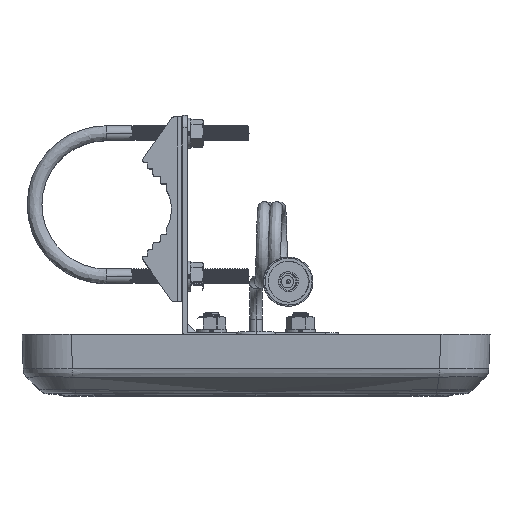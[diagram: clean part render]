
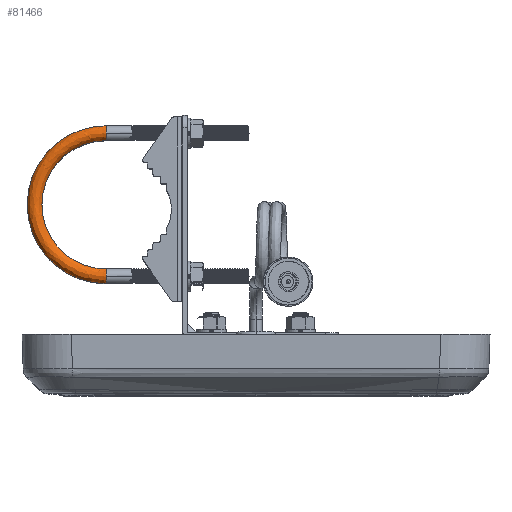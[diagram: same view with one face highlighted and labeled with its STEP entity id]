
A CAD part, top view. The second image highlights one B-rep face of the part: STEP entity #81466.
In plain terms, the highlighted free-form (B-spline) face has degree [3, 3] with [4, 4] control points.
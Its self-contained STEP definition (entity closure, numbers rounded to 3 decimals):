
#187 = CIRCLE ( 'NONE', #59763, 3. ) ;
#1702 =( BOUNDED_SURFACE ( )  B_SPLINE_SURFACE ( 3, 3, ( 
 ( #50421, #32543, #25181, #76819 ),
 ( #31686, #85008, #59057, #77246 ),
 ( #38193, #51291, #18304, #17453 ),
 ( #63870, #64723, #43852, #38617 ) ),
 .UNSPECIFIED., .F., .F., .F. ) 
 B_SPLINE_SURFACE_WITH_KNOTS ( ( 4, 4 ),
 ( 4, 4 ),
 ( 0., 1. ),
 ( 0., 1. ),
 .UNSPECIFIED. ) 
 GEOMETRIC_REPRESENTATION_ITEM ( )  RATIONAL_B_SPLINE_SURFACE ( (
 ( 1., 0.333, 0.333, 1.),
 ( 0.333, 0.111, 0.111, 0.333),
 ( 0.333, 0.111, 0.111, 0.333),
 ( 1., 0.333, 0.333, 1.) ) ) 
 REPRESENTATION_ITEM ( '' )  SURFACE ( )  );
#2759 = CARTESIAN_POINT ( 'NONE',  ( -31.15, 79.825, 22. ) ) ;
#3010 = ORIENTED_EDGE ( 'NONE', *, *, #16188, .T. ) ;
#3788 = VERTEX_POINT ( 'NONE', #2759 ) ;
#5053 = AXIS2_PLACEMENT_3D ( 'NONE', #32703, #14102, #85600 ) ;
#5500 = EDGE_LOOP ( 'NONE', ( #3010, #80559, #34771, #21171, #76648, #62765 ) ) ;
#8545 = VERTEX_POINT ( 'NONE', #76822 ) ;
#9135 = DIRECTION ( 'NONE',  ( 0., -1., 0. ) ) ;
#14102 = DIRECTION ( 'NONE',  ( -1., 0., 0. ) ) ;
#14846 = DIRECTION ( 'NONE',  ( 0., 0., -1. ) ) ;
#14911 = CARTESIAN_POINT ( 'NONE',  ( -31.15, 53.775, 22. ) ) ;
#16188 = EDGE_CURVE ( 'NONE', #20667, #24478, #18753, .T. ) ;
#17453 = CARTESIAN_POINT ( 'NONE',  ( -31.15, 79.825, 28. ) ) ;
#18304 = CARTESIAN_POINT ( 'NONE',  ( -83.25, 79.825, 28. ) ) ;
#18753 = CIRCLE ( 'NONE', #65822, 3. ) ;
#19556 = CARTESIAN_POINT ( 'NONE',  ( -31.15, 82.825, 22. ) ) ;
#20290 = CIRCLE ( 'NONE', #75689, 32.05 ) ;
#20363 = VERTEX_POINT ( 'NONE', #50339 ) ;
#20667 = VERTEX_POINT ( 'NONE', #43602 ) ;
#21171 = ORIENTED_EDGE ( 'NONE', *, *, #69846, .T. ) ;
#21222 = CARTESIAN_POINT ( 'NONE',  ( -31.15, 24.725, 22. ) ) ;
#22585 = AXIS2_PLACEMENT_3D ( 'NONE', #53890, #14846, #41213 ) ;
#23900 = DIRECTION ( 'NONE',  ( 0., -1., 0. ) ) ;
#24478 = VERTEX_POINT ( 'NONE', #31743 ) ;
#25181 = CARTESIAN_POINT ( 'NONE',  ( -95.25, 85.825, 22. ) ) ;
#31686 = CARTESIAN_POINT ( 'NONE',  ( -31.15, 21.725, 28. ) ) ;
#31743 = CARTESIAN_POINT ( 'NONE',  ( -31.15, 24.725, 25. ) ) ;
#32543 = CARTESIAN_POINT ( 'NONE',  ( -95.25, 21.725, 22. ) ) ;
#32703 = CARTESIAN_POINT ( 'NONE',  ( -31.15, 82.825, 22. ) ) ;
#33405 = DIRECTION ( 'NONE',  ( 0., 1., 0. ) ) ;
#34357 = DIRECTION ( 'NONE',  ( 1., 0., 0. ) ) ;
#34771 = ORIENTED_EDGE ( 'NONE', *, *, #70595, .T. ) ;
#34944 = AXIS2_PLACEMENT_3D ( 'NONE', #19556, #72494, #33405 ) ;
#37773 = FACE_OUTER_BOUND ( 'NONE', #5500, .T. ) ;
#38193 = CARTESIAN_POINT ( 'NONE',  ( -31.15, 27.725, 28. ) ) ;
#38617 = CARTESIAN_POINT ( 'NONE',  ( -31.15, 79.825, 22. ) ) ;
#41213 = DIRECTION ( 'NONE',  ( 1., 0., 0. ) ) ;
#42399 = CIRCLE ( 'NONE', #5053, 3. ) ;
#43602 = CARTESIAN_POINT ( 'NONE',  ( -31.15, 21.725, 22. ) ) ;
#43852 = CARTESIAN_POINT ( 'NONE',  ( -83.25, 79.825, 22. ) ) ;
#50339 = CARTESIAN_POINT ( 'NONE',  ( -31.15, 85.825, 22. ) ) ;
#50417 = DIRECTION ( 'NONE',  ( -1., 0., 0. ) ) ;
#50421 = CARTESIAN_POINT ( 'NONE',  ( -31.15, 21.725, 22. ) ) ;
#50935 = EDGE_CURVE ( 'NONE', #24478, #55103, #187, .T. ) ;
#51291 = CARTESIAN_POINT ( 'NONE',  ( -83.25, 27.725, 28. ) ) ;
#53890 = CARTESIAN_POINT ( 'NONE',  ( -31.15, 53.775, 22. ) ) ;
#55103 = VERTEX_POINT ( 'NONE', #77405 ) ;
#59057 = CARTESIAN_POINT ( 'NONE',  ( -95.25, 85.825, 28. ) ) ;
#59763 = AXIS2_PLACEMENT_3D ( 'NONE', #64715, #50417, #23900 ) ;
#62765 = ORIENTED_EDGE ( 'NONE', *, *, #75061, .F. ) ;
#63870 = CARTESIAN_POINT ( 'NONE',  ( -31.15, 27.725, 22. ) ) ;
#64079 = CIRCLE ( 'NONE', #34944, 3. ) ;
#64715 = CARTESIAN_POINT ( 'NONE',  ( -31.15, 24.725, 22. ) ) ;
#64723 = CARTESIAN_POINT ( 'NONE',  ( -83.25, 27.725, 22. ) ) ;
#65822 = AXIS2_PLACEMENT_3D ( 'NONE', #21222, #67705, #9135 ) ;
#67411 = DIRECTION ( 'NONE',  ( 0., 0., -1. ) ) ;
#67705 = DIRECTION ( 'NONE',  ( -1., 0., 0. ) ) ;
#69846 = EDGE_CURVE ( 'NONE', #3788, #8545, #64079, .T. ) ;
#70595 = EDGE_CURVE ( 'NONE', #55103, #3788, #73809, .T. ) ;
#72494 = DIRECTION ( 'NONE',  ( -1., 0., 0. ) ) ;
#73809 = CIRCLE ( 'NONE', #22585, 26.05 ) ;
#74855 = EDGE_CURVE ( 'NONE', #8545, #20363, #42399, .T. ) ;
#75061 = EDGE_CURVE ( 'NONE', #20667, #20363, #20290, .T. ) ;
#75689 = AXIS2_PLACEMENT_3D ( 'NONE', #14911, #67411, #34357 ) ;
#76648 = ORIENTED_EDGE ( 'NONE', *, *, #74855, .T. ) ;
#76819 = CARTESIAN_POINT ( 'NONE',  ( -31.15, 85.825, 22. ) ) ;
#76822 = CARTESIAN_POINT ( 'NONE',  ( -31.15, 82.825, 25. ) ) ;
#77246 = CARTESIAN_POINT ( 'NONE',  ( -31.15, 85.825, 28. ) ) ;
#77405 = CARTESIAN_POINT ( 'NONE',  ( -31.15, 27.725, 22. ) ) ;
#80559 = ORIENTED_EDGE ( 'NONE', *, *, #50935, .T. ) ;
#81466 = ADVANCED_FACE ( 'NONE', ( #37773 ), #1702, .T. ) ;
#85008 = CARTESIAN_POINT ( 'NONE',  ( -95.25, 21.725, 28. ) ) ;
#85600 = DIRECTION ( 'NONE',  ( 0., 1., 0. ) ) ;
